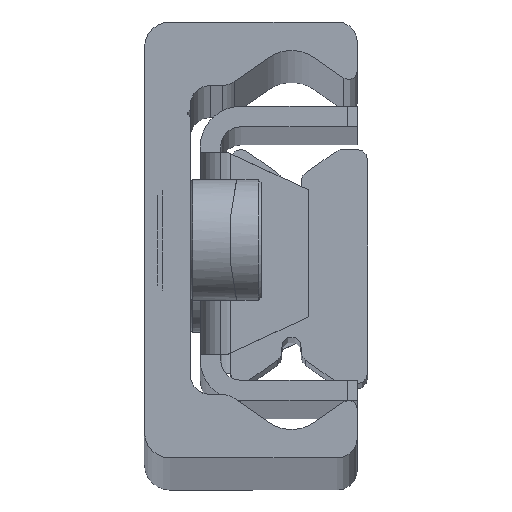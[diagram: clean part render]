
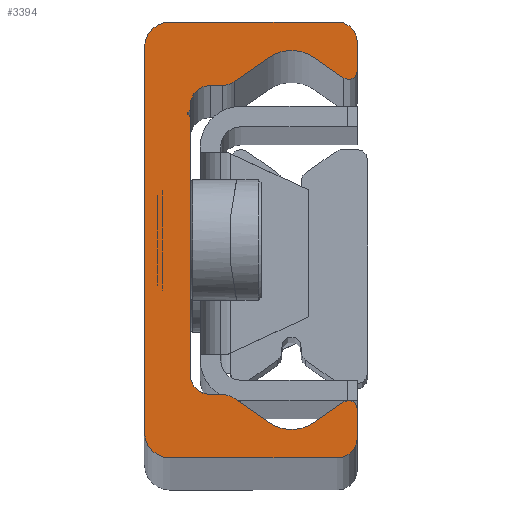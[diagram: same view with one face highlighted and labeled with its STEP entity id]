
A CAD part, top view. The second image highlights one B-rep face of the part: STEP entity #3394.
In plain terms, the highlighted planar face has unit normal (0, 0, 1).
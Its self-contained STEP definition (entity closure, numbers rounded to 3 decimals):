
#2280=CARTESIAN_POINT('',(2.499,-21.5,1810.0));
#2281=VERTEX_POINT('',#2280);
#2282=CARTESIAN_POINT('',(-0.001,-19.0,1810.0));
#2283=VERTEX_POINT('',#2282);
#2284=CARTESIAN_POINT('',(2.499,-19.0,1810.0));
#2285=DIRECTION('',(0.0,0.0,-1.0));
#2286=DIRECTION('',(-1.0,0.0,0.0));
#2287=AXIS2_PLACEMENT_3D('',#2284,#2285,#2286);
#2288=CIRCLE('',#2287,2.5);
#2289=EDGE_CURVE('',#2281,#2283,#2288,.T.);
#2322=CARTESIAN_POINT('',(-0.001,19.0,1810.0));
#2323=VERTEX_POINT('',#2322);
#2324=CARTESIAN_POINT('',(-0.001,-19.0,1810.0));
#2325=DIRECTION('',(0.0,1.0,0.0));
#2326=VECTOR('',#2325,38.0);
#2327=LINE('',#2324,#2326);
#2328=EDGE_CURVE('',#2283,#2323,#2327,.T.);
#2428=CARTESIAN_POINT('',(2.499,21.5,1810.0));
#2429=VERTEX_POINT('',#2428);
#2430=CARTESIAN_POINT('',(2.499,19.0,1810.0));
#2431=DIRECTION('',(0.0,0.0,-1.0));
#2432=DIRECTION('',(0.0,1.0,0.0));
#2433=AXIS2_PLACEMENT_3D('',#2430,#2431,#2432);
#2434=CIRCLE('',#2433,2.5);
#2435=EDGE_CURVE('',#2323,#2429,#2434,.T.);
#2461=CARTESIAN_POINT('',(18.999,21.5,1810.0));
#2462=VERTEX_POINT('',#2461);
#2463=CARTESIAN_POINT('',(2.499,21.5,1810.0));
#2464=DIRECTION('',(1.0,0.0,0.0));
#2465=VECTOR('',#2464,16.5);
#2466=LINE('',#2463,#2465);
#2467=EDGE_CURVE('',#2429,#2462,#2466,.T.);
#2492=CARTESIAN_POINT('',(20.999,19.5,1810.0));
#2493=VERTEX_POINT('',#2492);
#2494=CARTESIAN_POINT('',(18.999,19.5,1810.0));
#2495=DIRECTION('',(0.0,0.0,-1.0));
#2496=DIRECTION('',(1.0,0.0,0.0));
#2497=AXIS2_PLACEMENT_3D('',#2494,#2495,#2496);
#2498=CIRCLE('',#2497,2.);
#2499=EDGE_CURVE('',#2462,#2493,#2498,.T.);
#2525=CARTESIAN_POINT('',(20.999,16.65,1810.0));
#2526=VERTEX_POINT('',#2525);
#2527=CARTESIAN_POINT('',(20.999,19.5,1810.0));
#2528=DIRECTION('',(0.0,-1.0,0.0));
#2529=VECTOR('',#2528,2.85);
#2530=LINE('',#2527,#2529);
#2531=EDGE_CURVE('',#2493,#2526,#2530,.T.);
#2556=CARTESIAN_POINT('',(19.662,15.953,1810.0));
#2557=VERTEX_POINT('',#2556);
#2558=CARTESIAN_POINT('',(20.149,16.65,1810.0));
#2559=DIRECTION('',(0.0,0.0,-1.));
#2560=DIRECTION('',(-0.574,-0.819,0.0));
#2561=AXIS2_PLACEMENT_3D('',#2558,#2559,#2560);
#2562=CIRCLE('',#2561,0.85);
#2563=EDGE_CURVE('',#2526,#2557,#2562,.T.);
#2589=CARTESIAN_POINT('',(16.794,17.962,1810.0));
#2590=VERTEX_POINT('',#2589);
#2591=CARTESIAN_POINT('',(19.662,15.953,1810.0));
#2592=DIRECTION('',(-0.819,0.574,0.0));
#2593=VECTOR('',#2592,3.501);
#2594=LINE('',#2591,#2593);
#2595=EDGE_CURVE('',#2557,#2590,#2594,.T.);
#2620=CARTESIAN_POINT('',(12.205,17.962,1810.0));
#2621=VERTEX_POINT('',#2620);
#2622=CARTESIAN_POINT('',(14.499,14.685,1810.0));
#2623=DIRECTION('',(0.0,0.0,1.0));
#2624=DIRECTION('',(-0.574,-0.819,0.0));
#2625=AXIS2_PLACEMENT_3D('',#2622,#2623,#2624);
#2626=CIRCLE('',#2625,4.0);
#2627=EDGE_CURVE('',#2590,#2621,#2626,.T.);
#2653=CARTESIAN_POINT('',(8.849,15.612,1810.0));
#2654=VERTEX_POINT('',#2653);
#2655=CARTESIAN_POINT('',(12.205,17.962,1810.0));
#2656=DIRECTION('',(-0.819,-0.574,0.0));
#2657=VECTOR('',#2656,4.097);
#2658=LINE('',#2655,#2657);
#2659=EDGE_CURVE('',#2621,#2654,#2658,.T.);
#2684=CARTESIAN_POINT('',(7.702,15.25,1810.0));
#2685=VERTEX_POINT('',#2684);
#2686=CARTESIAN_POINT('',(7.702,17.25,1810.0));
#2687=DIRECTION('',(0.0,0.0,-1.0));
#2688=DIRECTION('',(0.0,-1.0,0.0));
#2689=AXIS2_PLACEMENT_3D('',#2686,#2687,#2688);
#2690=CIRCLE('',#2689,2.0);
#2691=EDGE_CURVE('',#2654,#2685,#2690,.T.);
#2717=CARTESIAN_POINT('',(6.499,15.25,1810.0));
#2718=VERTEX_POINT('',#2717);
#2719=CARTESIAN_POINT('',(7.702,15.25,1810.0));
#2720=DIRECTION('',(-1.0,0.0,0.0));
#2721=VECTOR('',#2720,1.203);
#2722=LINE('',#2719,#2721);
#2723=EDGE_CURVE('',#2685,#2718,#2722,.T.);
#2748=CARTESIAN_POINT('',(4.499,13.25,1810.0));
#2749=VERTEX_POINT('',#2748);
#2750=CARTESIAN_POINT('',(6.499,13.25,1810.0));
#2751=DIRECTION('',(0.0,0.0,1.0));
#2752=DIRECTION('',(0.0,-1.0,0.0));
#2753=AXIS2_PLACEMENT_3D('',#2750,#2751,#2752);
#2754=CIRCLE('',#2753,2.0);
#2755=EDGE_CURVE('',#2718,#2749,#2754,.T.);
#2781=CARTESIAN_POINT('',(4.499,12.861,1810.0));
#2782=VERTEX_POINT('',#2781);
#2783=CARTESIAN_POINT('',(4.499,13.25,1810.0));
#2784=DIRECTION('',(0.0,-1.0,0.0));
#2785=VECTOR('',#2784,0.389);
#2786=LINE('',#2783,#2785);
#2787=EDGE_CURVE('',#2749,#2782,#2786,.T.);
#2812=CARTESIAN_POINT('',(4.411,12.734,1810.0));
#2813=VERTEX_POINT('',#2812);
#2814=CARTESIAN_POINT('',(4.363,12.861,1810.0));
#2815=DIRECTION('',(0.0,0.0,-1.0));
#2816=DIRECTION('',(0.353,-0.936,0.0));
#2817=AXIS2_PLACEMENT_3D('',#2814,#2815,#2816);
#2818=CIRCLE('',#2817,0.136);
#2819=EDGE_CURVE('',#2782,#2813,#2818,.T.);
#2845=CARTESIAN_POINT('',(4.422,12.262,1810.0));
#2846=VERTEX_POINT('',#2845);
#2847=CARTESIAN_POINT('',(4.499,12.5,1810.0));
#2848=DIRECTION('',(0.0,0.0,1.0));
#2849=DIRECTION('',(0.353,-0.936,0.0));
#2850=AXIS2_PLACEMENT_3D('',#2847,#2848,#2849);
#2851=CIRCLE('',#2850,0.25);
#2852=EDGE_CURVE('',#2813,#2846,#2851,.T.);
#2878=CARTESIAN_POINT('',(4.499,12.156,1810.0));
#2879=VERTEX_POINT('',#2878);
#2880=CARTESIAN_POINT('',(4.387,12.156,1810.0));
#2881=DIRECTION('',(0.0,0.0,-1.0));
#2882=DIRECTION('',(1.0,0.0,0.0));
#2883=AXIS2_PLACEMENT_3D('',#2880,#2881,#2882);
#2884=CIRCLE('',#2883,0.112);
#2885=EDGE_CURVE('',#2846,#2879,#2884,.T.);
#2911=CARTESIAN_POINT('',(4.499,-13.25,1810.0));
#2912=VERTEX_POINT('',#2911);
#2913=CARTESIAN_POINT('',(4.499,12.156,1810.0));
#2914=DIRECTION('',(0.0,-1.0,0.0));
#2915=VECTOR('',#2914,25.406);
#2916=LINE('',#2913,#2915);
#2917=EDGE_CURVE('',#2879,#2912,#2916,.T.);
#3017=CARTESIAN_POINT('',(6.499,-15.25,1810.0));
#3018=VERTEX_POINT('',#3017);
#3019=CARTESIAN_POINT('',(6.499,-13.25,1810.0));
#3020=DIRECTION('',(0.0,0.0,1.0));
#3021=DIRECTION('',(1.0,0.0,0.0));
#3022=AXIS2_PLACEMENT_3D('',#3019,#3020,#3021);
#3023=CIRCLE('',#3022,2.0);
#3024=EDGE_CURVE('',#2912,#3018,#3023,.T.);
#3050=CARTESIAN_POINT('',(7.702,-15.25,1810.0));
#3051=VERTEX_POINT('',#3050);
#3052=CARTESIAN_POINT('',(6.499,-15.25,1810.0));
#3053=DIRECTION('',(1.0,0.0,0.0));
#3054=VECTOR('',#3053,1.203);
#3055=LINE('',#3052,#3054);
#3056=EDGE_CURVE('',#3018,#3051,#3055,.T.);
#3081=CARTESIAN_POINT('',(8.849,-15.612,1810.0));
#3082=VERTEX_POINT('',#3081);
#3083=CARTESIAN_POINT('',(7.702,-17.25,1810.0));
#3084=DIRECTION('',(0.0,0.0,-1.));
#3085=DIRECTION('',(0.574,0.819,0.0));
#3086=AXIS2_PLACEMENT_3D('',#3083,#3084,#3085);
#3087=CIRCLE('',#3086,2.0);
#3088=EDGE_CURVE('',#3051,#3082,#3087,.T.);
#3114=CARTESIAN_POINT('',(12.205,-17.962,1810.0));
#3115=VERTEX_POINT('',#3114);
#3116=CARTESIAN_POINT('',(8.849,-15.612,1810.0));
#3117=DIRECTION('',(0.819,-0.574,0.0));
#3118=VECTOR('',#3117,4.097);
#3119=LINE('',#3116,#3118);
#3120=EDGE_CURVE('',#3082,#3115,#3119,.T.);
#3145=CARTESIAN_POINT('',(16.794,-17.962,1810.0));
#3146=VERTEX_POINT('',#3145);
#3147=CARTESIAN_POINT('',(14.499,-14.685,1810.0));
#3148=DIRECTION('',(0.0,0.0,1.0));
#3149=DIRECTION('',(0.574,0.819,0.0));
#3150=AXIS2_PLACEMENT_3D('',#3147,#3148,#3149);
#3151=CIRCLE('',#3150,4.0);
#3152=EDGE_CURVE('',#3115,#3146,#3151,.T.);
#3178=CARTESIAN_POINT('',(19.662,-15.953,1810.0));
#3179=VERTEX_POINT('',#3178);
#3180=CARTESIAN_POINT('',(16.794,-17.962,1810.0));
#3181=DIRECTION('',(0.819,0.574,0.0));
#3182=VECTOR('',#3181,3.501);
#3183=LINE('',#3180,#3182);
#3184=EDGE_CURVE('',#3146,#3179,#3183,.T.);
#3209=CARTESIAN_POINT('',(20.999,-16.65,1810.0));
#3210=VERTEX_POINT('',#3209);
#3211=CARTESIAN_POINT('',(20.149,-16.65,1810.0));
#3212=DIRECTION('',(0.0,0.0,-1.0));
#3213=DIRECTION('',(1.0,0.0,0.0));
#3214=AXIS2_PLACEMENT_3D('',#3211,#3212,#3213);
#3215=CIRCLE('',#3214,0.85);
#3216=EDGE_CURVE('',#3179,#3210,#3215,.T.);
#3242=CARTESIAN_POINT('',(20.999,-19.5,1810.0));
#3243=VERTEX_POINT('',#3242);
#3244=CARTESIAN_POINT('',(20.999,-16.65,1810.0));
#3245=DIRECTION('',(0.0,-1.0,0.0));
#3246=VECTOR('',#3245,2.85);
#3247=LINE('',#3244,#3246);
#3248=EDGE_CURVE('',#3210,#3243,#3247,.T.);
#3273=CARTESIAN_POINT('',(18.999,-21.5,1810.0));
#3274=VERTEX_POINT('',#3273);
#3275=CARTESIAN_POINT('',(18.999,-19.5,1810.0));
#3276=DIRECTION('',(0.0,0.0,-1.0));
#3277=DIRECTION('',(0.0,-1.0,0.0));
#3278=AXIS2_PLACEMENT_3D('',#3275,#3276,#3277);
#3279=CIRCLE('',#3278,2.);
#3280=EDGE_CURVE('',#3243,#3274,#3279,.T.);
#3306=CARTESIAN_POINT('',(18.999,-21.5,1810.0));
#3307=DIRECTION('',(-1.0,0.0,0.0));
#3308=VECTOR('',#3307,16.5);
#3309=LINE('',#3306,#3308);
#3310=EDGE_CURVE('',#3274,#2281,#3309,.T.);
#3359=CARTESIAN_POINT('',(7.822,0.017,1810.0));
#3360=DIRECTION('',(0.0,0.0,1.0));
#3361=DIRECTION('',(1.0,0.0,0.0));
#3362=AXIS2_PLACEMENT_3D('',#3359,#3360,#3361);
#3363=PLANE('',#3362);
#3364=ORIENTED_EDGE('',*,*,#2289,.F.);
#3365=ORIENTED_EDGE('',*,*,#3310,.F.);
#3366=ORIENTED_EDGE('',*,*,#3280,.F.);
#3367=ORIENTED_EDGE('',*,*,#3248,.F.);
#3368=ORIENTED_EDGE('',*,*,#3216,.F.);
#3369=ORIENTED_EDGE('',*,*,#3184,.F.);
#3370=ORIENTED_EDGE('',*,*,#3152,.F.);
#3371=ORIENTED_EDGE('',*,*,#3120,.F.);
#3372=ORIENTED_EDGE('',*,*,#3088,.F.);
#3373=ORIENTED_EDGE('',*,*,#3056,.F.);
#3374=ORIENTED_EDGE('',*,*,#3024,.F.);
#3375=ORIENTED_EDGE('',*,*,#2917,.F.);
#3376=ORIENTED_EDGE('',*,*,#2885,.F.);
#3377=ORIENTED_EDGE('',*,*,#2852,.F.);
#3378=ORIENTED_EDGE('',*,*,#2819,.F.);
#3379=ORIENTED_EDGE('',*,*,#2787,.F.);
#3380=ORIENTED_EDGE('',*,*,#2755,.F.);
#3381=ORIENTED_EDGE('',*,*,#2723,.F.);
#3382=ORIENTED_EDGE('',*,*,#2691,.F.);
#3383=ORIENTED_EDGE('',*,*,#2659,.F.);
#3384=ORIENTED_EDGE('',*,*,#2627,.F.);
#3385=ORIENTED_EDGE('',*,*,#2595,.F.);
#3386=ORIENTED_EDGE('',*,*,#2563,.F.);
#3387=ORIENTED_EDGE('',*,*,#2531,.F.);
#3388=ORIENTED_EDGE('',*,*,#2499,.F.);
#3389=ORIENTED_EDGE('',*,*,#2467,.F.);
#3390=ORIENTED_EDGE('',*,*,#2435,.F.);
#3391=ORIENTED_EDGE('',*,*,#2328,.F.);
#3392=EDGE_LOOP('',(#3364,#3365,#3366,#3367,#3368,#3369,#3370,#3371,#3372,#3373,#3374,#3375,#3376,#3377,#3378,#3379,#3380,#3381,#3382,#3383,#3384,#3385,#3386,#3387,#3388,#3389,#3390,#3391));
#3393=FACE_OUTER_BOUND('',#3392,.T.);
#3394=ADVANCED_FACE('',(#3393),#3363,.T.);
